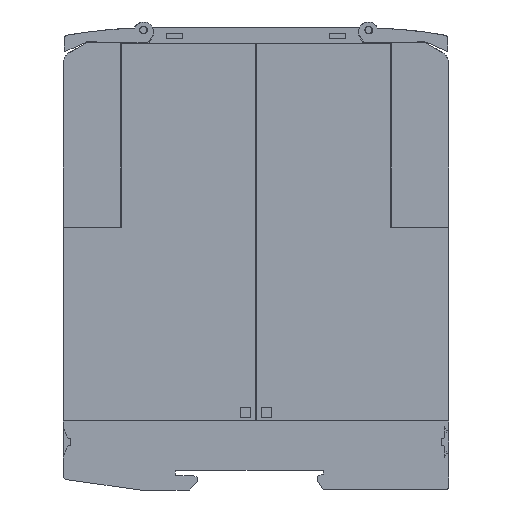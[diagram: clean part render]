
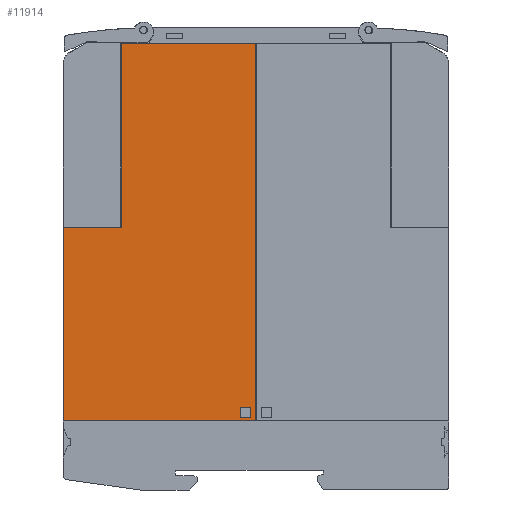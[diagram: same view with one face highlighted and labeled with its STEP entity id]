
A CAD part, left-side view. The second image highlights one B-rep face of the part: STEP entity #11914.
In plain terms, the highlighted planar face has unit normal (-1, 0, 0).
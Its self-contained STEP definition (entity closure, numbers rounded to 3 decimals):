
#11914=ADVANCED_FACE('',(#32221,#32222),#32223,.T.);
#22922=VERTEX_POINT('',#43763);
#22926=VERTEX_POINT('',#43767);
#22928=EDGE_CURVE('',#22926,#22922,#43769,.T.);
#22932=VERTEX_POINT('',#43773);
#22934=EDGE_CURVE('',#22932,#22926,#43775,.T.);
#22938=VERTEX_POINT('',#43779);
#22940=EDGE_CURVE('',#22938,#22932,#43781,.T.);
#22944=EDGE_CURVE('',#22922,#22938,#43785,.T.);
#22980=VERTEX_POINT('',#43821);
#22984=VERTEX_POINT('',#43825);
#22986=EDGE_CURVE('',#22984,#22980,#43827,.T.);
#23022=VERTEX_POINT('',#43863);
#23026=EDGE_CURVE('',#23022,#22980,#43867,.T.);
#23028=VERTEX_POINT('',#43869);
#23032=EDGE_CURVE('',#23022,#23028,#43873,.T.);
#24294=VERTEX_POINT('',#45135);
#24296=EDGE_CURVE('',#24294,#22984,#45137,.T.);
#24402=VERTEX_POINT('',#45243);
#24406=EDGE_CURVE('',#23028,#24402,#45247,.T.);
#24410=VERTEX_POINT('',#45251);
#24412=VERTEX_POINT('',#45253);
#24414=EDGE_CURVE('',#24410,#24412,#45255,.T.);
#24416=EDGE_CURVE('',#24412,#24294,#45257,.T.);
#24418=EDGE_CURVE('',#24402,#24410,#45259,.T.);
#32221=FACE_OUTER_BOUND('',#53057,.T.);
#32222=FACE_BOUND('',#53058,.T.);
#32223=PLANE('',#53059);
#43763=CARTESIAN_POINT('',(0.175,51.417,21.305));
#43767=CARTESIAN_POINT('',(0.175,54.017,21.305));
#43769=LINE('',#70303,#70304);
#43773=CARTESIAN_POINT('',(0.175,54.017,18.705));
#43775=LINE('',#70313,#70314);
#43779=CARTESIAN_POINT('',(0.175,51.417,18.705));
#43781=LINE('',#70323,#70324);
#43785=LINE('',#70331,#70332);
#43821=CARTESIAN_POINT('',(0.175,100.017,68.005));
#43825=CARTESIAN_POINT('',(0.175,84.917,68.005));
#43827=LINE('',#70397,#70398);
#43863=CARTESIAN_POINT('',(0.175,100.017,17.905));
#43867=LINE('',#70459,#70460);
#43869=CARTESIAN_POINT('',(0.175,50.117,17.905));
#43873=LINE('',#70469,#70470);
#45135=CARTESIAN_POINT('',(0.175,84.917,115.805));
#45137=LINE('',#72589,#72590);
#45243=CARTESIAN_POINT('',(0.175,50.117,115.8));
#45247=LINE('',#72765,#72766);
#45251=CARTESIAN_POINT('',(0.175,77.889,115.8));
#45253=CARTESIAN_POINT('',(0.175,77.887,115.805));
#45255=LINE('',#72777,#72778);
#45257=LINE('',#72781,#72782);
#45259=LINE('',#72785,#72786);
#53057=EDGE_LOOP('',(#90738,#90739,#90740,#90741,#90742,#90743,#90744,#90745));
#53058=EDGE_LOOP('',(#90746,#90747,#90748,#90749));
#53059=AXIS2_PLACEMENT_3D('',#90750,#90751,#90752);
#70303=CARTESIAN_POINT('',(0.175,51.417,21.305));
#70304=VECTOR('',#99896,1.0);
#70313=CARTESIAN_POINT('',(0.175,54.017,18.955));
#70314=VECTOR('',#99898,1.0);
#70323=CARTESIAN_POINT('',(0.175,51.417,18.705));
#70324=VECTOR('',#99900,1.0);
#70331=CARTESIAN_POINT('',(0.175,51.417,18.955));
#70332=VECTOR('',#99902,1.0);
#70397=CARTESIAN_POINT('',(0.175,72.517,68.005));
#70398=VECTOR('',#99914,1.0);
#70459=CARTESIAN_POINT('',(0.175,100.017,17.905));
#70460=VECTOR('',#99925,1.0);
#70469=CARTESIAN_POINT('',(0.175,100.017,17.905));
#70470=VECTOR('',#99927,1.0);
#72589=CARTESIAN_POINT('',(0.175,84.917,54.955));
#72590=VECTOR('',#100376,1.0);
#72765=CARTESIAN_POINT('',(0.175,50.117,17.905));
#72766=VECTOR('',#100409,1.0);
#72777=CARTESIAN_POINT('',(0.175,95.108,85.977));
#72778=VECTOR('',#100411,1.0);
#72781=CARTESIAN_POINT('',(0.175,100.017,115.805));
#72782=VECTOR('',#100412,1.0);
#72785=CARTESIAN_POINT('',(0.175,64.003,115.8));
#72786=VECTOR('',#100413,1.0);
#90738=ORIENTED_EDGE('',*,*,#24414,.T.);
#90739=ORIENTED_EDGE('',*,*,#24416,.T.);
#90740=ORIENTED_EDGE('',*,*,#24296,.T.);
#90741=ORIENTED_EDGE('',*,*,#22986,.T.);
#90742=ORIENTED_EDGE('',*,*,#23026,.F.);
#90743=ORIENTED_EDGE('',*,*,#23032,.T.);
#90744=ORIENTED_EDGE('',*,*,#24406,.T.);
#90745=ORIENTED_EDGE('',*,*,#24418,.T.);
#90746=ORIENTED_EDGE('',*,*,#22944,.T.);
#90747=ORIENTED_EDGE('',*,*,#22940,.T.);
#90748=ORIENTED_EDGE('',*,*,#22934,.T.);
#90749=ORIENTED_EDGE('',*,*,#22928,.T.);
#90750=CARTESIAN_POINT('',(0.175,50.117,17.905));
#90751=DIRECTION('',(-1.0,0.0,0.0));
#90752=DIRECTION('',(0.0,1.0,0.0));
#99896=DIRECTION('',(0.0,-1.0,0.0));
#99898=DIRECTION('',(0.0,0.0,1.0));
#99900=DIRECTION('',(0.0,1.0,0.0));
#99902=DIRECTION('',(0.0,0.0,-1.0));
#99914=DIRECTION('',(0.0,1.0,0.0));
#99925=DIRECTION('',(0.0,0.0,1.0));
#99927=DIRECTION('',(0.0,-1.0,0.0));
#100376=DIRECTION('',(0.0,0.0,-1.0));
#100409=DIRECTION('',(0.0,0.0,1.0));
#100411=DIRECTION('',(0.0,-0.5,0.866));
#100412=DIRECTION('',(0.0,1.0,0.0));
#100413=DIRECTION('',(0.0,1.0,0.0));
